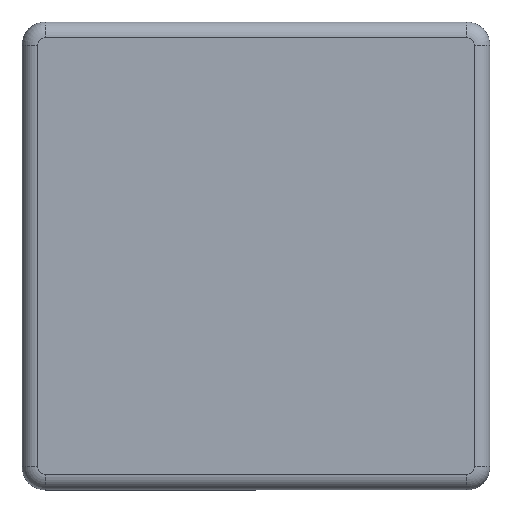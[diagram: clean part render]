
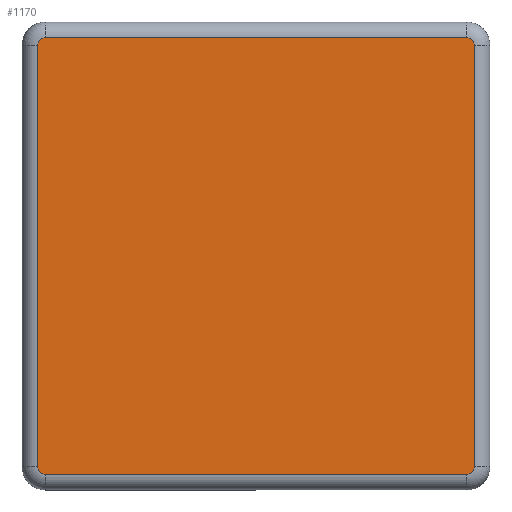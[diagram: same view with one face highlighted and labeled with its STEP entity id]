
A CAD part, top view. The second image highlights one B-rep face of the part: STEP entity #1170.
In plain terms, the highlighted planar face has unit normal (0, 0, 1).
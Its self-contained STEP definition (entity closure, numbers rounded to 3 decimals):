
#22 = DIRECTION ( 'NONE',  ( 0., -1., 0. ) ) ;
#25 = CARTESIAN_POINT ( 'NONE',  ( -27., 28., 2.5 ) ) ;
#26 = CARTESIAN_POINT ( 'NONE',  ( -28., -27., 2.5 ) ) ;
#27 = DIRECTION ( 'NONE',  ( -1., 0., 0. ) ) ;
#28 = CARTESIAN_POINT ( 'NONE',  ( 27., -28., 2.5 ) ) ;
#29 = DIRECTION ( 'NONE',  ( 1., 0., 0. ) ) ;
#30 = CARTESIAN_POINT ( 'NONE',  ( -27., 27., 2.5 ) ) ;
#31 = DIRECTION ( 'NONE',  ( 0., 0., 1. ) ) ;
#32 = DIRECTION ( 'NONE',  ( 1., 0., 0. ) ) ;
#33 = CARTESIAN_POINT ( 'NONE',  ( 28., 27., 2.5 ) ) ;
#34 = DIRECTION ( 'NONE',  ( 0., 1., 0. ) ) ;
#35 = CARTESIAN_POINT ( 'NONE',  ( -27., -27., 2.5 ) ) ;
#36 = DIRECTION ( 'NONE',  ( 0., 0., 1. ) ) ;
#37 = DIRECTION ( 'NONE',  ( 1., 0., 0. ) ) ;
#38 = CARTESIAN_POINT ( 'NONE',  ( 27., -27., 2.5 ) ) ;
#39 = DIRECTION ( 'NONE',  ( 0., 0., 1. ) ) ;
#40 = DIRECTION ( 'NONE',  ( 1., 0., 0. ) ) ;
#41 = CARTESIAN_POINT ( 'NONE',  ( 27., 27., 2.5 ) ) ;
#42 = DIRECTION ( 'NONE',  ( 0., 0., 1. ) ) ;
#43 = DIRECTION ( 'NONE',  ( 1., 0., 0. ) ) ;
#193 = CARTESIAN_POINT ( 'NONE',  ( 0., 0., 2.5 ) ) ;
#198 = PLANE ( 'NONE',  #705 ) ;
#201 = DIRECTION ( 'NONE',  ( 0., 0., 1. ) ) ;
#202 = DIRECTION ( 'NONE',  ( 1., 0., 0. ) ) ;
#668 = AXIS2_PLACEMENT_3D ( 'NONE', #30, #31, #32 ) ;
#669 = AXIS2_PLACEMENT_3D ( 'NONE', #35, #36, #37 ) ;
#670 = AXIS2_PLACEMENT_3D ( 'NONE', #38, #39, #40 ) ;
#671 = AXIS2_PLACEMENT_3D ( 'NONE', #41, #42, #43 ) ;
#705 = AXIS2_PLACEMENT_3D ( 'NONE', #193, #201, #202 ) ;
#817 = EDGE_CURVE ( 'NONE', #1280, #1794, #2098, .T. ) ;
#818 = EDGE_CURVE ( 'NONE', #1794, #1795, #2096, .T. ) ;
#819 = EDGE_CURVE ( 'NONE', #1795, #1796, #2103, .T. ) ;
#820 = EDGE_CURVE ( 'NONE', #1796, #1797, #2104, .T. ) ;
#821 = EDGE_CURVE ( 'NONE', #1797, #1798, #2106, .T. ) ;
#822 = EDGE_CURVE ( 'NONE', #1798, #1799, #2107, .T. ) ;
#823 = EDGE_CURVE ( 'NONE', #1799, #1800, #2109, .T. ) ;
#824 = EDGE_CURVE ( 'NONE', #1800, #1280, #2110, .T. ) ;
#973 = ORIENTED_EDGE ( 'NONE', *, *, #817, .T. ) ;
#974 = ORIENTED_EDGE ( 'NONE', *, *, #818, .T. ) ;
#975 = ORIENTED_EDGE ( 'NONE', *, *, #819, .T. ) ;
#976 = ORIENTED_EDGE ( 'NONE', *, *, #820, .T. ) ;
#977 = ORIENTED_EDGE ( 'NONE', *, *, #821, .T. ) ;
#978 = ORIENTED_EDGE ( 'NONE', *, *, #822, .T. ) ;
#979 = ORIENTED_EDGE ( 'NONE', *, *, #823, .T. ) ;
#980 = ORIENTED_EDGE ( 'NONE', *, *, #824, .T. ) ;
#1170 = ADVANCED_FACE ( 'NONE', ( #2187 ), #198, .T. ) ;
#1280 = VERTEX_POINT ( 'NONE', #2386 ) ;
#1281 = EDGE_LOOP ( 'NONE', ( #973, #974, #975, #976, #977, #978, #979, #980 ) ) ;
#1297 = CARTESIAN_POINT ( 'NONE',  ( -27., -28., 2.5 ) ) ;
#1298 = CARTESIAN_POINT ( 'NONE',  ( 27., -28., 2.5 ) ) ;
#1299 = CARTESIAN_POINT ( 'NONE',  ( 28., -27., 2.5 ) ) ;
#1300 = CARTESIAN_POINT ( 'NONE',  ( 28., 27., 2.5 ) ) ;
#1690 = CARTESIAN_POINT ( 'NONE',  ( -28., 27., 2.5 ) ) ;
#1794 = VERTEX_POINT ( 'NONE', #2601 ) ;
#1795 = VERTEX_POINT ( 'NONE', #1690 ) ;
#1796 = VERTEX_POINT ( 'NONE', #2602 ) ;
#1797 = VERTEX_POINT ( 'NONE', #1297 ) ;
#1798 = VERTEX_POINT ( 'NONE', #1298 ) ;
#1799 = VERTEX_POINT ( 'NONE', #1299 ) ;
#1800 = VERTEX_POINT ( 'NONE', #1300 ) ;
#2096 = CIRCLE ( 'NONE', #668, 1. ) ;
#2098 = LINE ( 'NONE', #25, #2102 ) ;
#2102 = VECTOR ( 'NONE', #27, 1000. ) ;
#2103 = LINE ( 'NONE', #26, #2105 ) ;
#2104 = CIRCLE ( 'NONE', #669, 1. ) ;
#2105 = VECTOR ( 'NONE', #22, 1000. ) ;
#2106 = LINE ( 'NONE', #28, #2108 ) ;
#2107 = CIRCLE ( 'NONE', #670, 1. ) ;
#2108 = VECTOR ( 'NONE', #29, 1000. ) ;
#2109 = LINE ( 'NONE', #33, #2111 ) ;
#2110 = CIRCLE ( 'NONE', #671, 1. ) ;
#2111 = VECTOR ( 'NONE', #34, 1000. ) ;
#2187 = FACE_OUTER_BOUND ( 'NONE', #1281, .T. ) ;
#2386 = CARTESIAN_POINT ( 'NONE',  ( 27., 28., 2.5 ) ) ;
#2601 = CARTESIAN_POINT ( 'NONE',  ( -27., 28., 2.5 ) ) ;
#2602 = CARTESIAN_POINT ( 'NONE',  ( -28., -27., 2.5 ) ) ;
